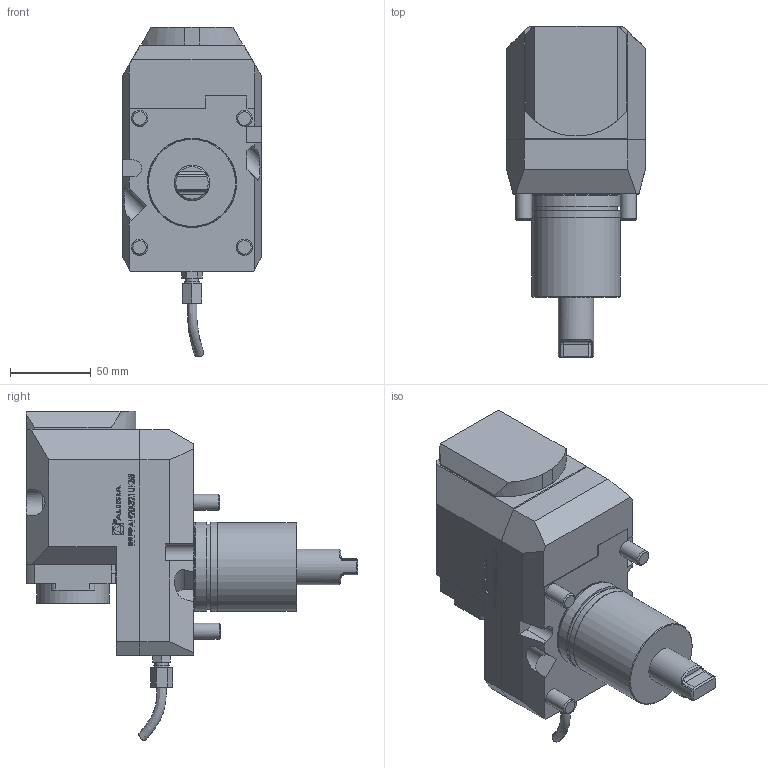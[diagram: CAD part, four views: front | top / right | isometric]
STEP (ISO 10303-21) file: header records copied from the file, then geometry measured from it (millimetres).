
FILE_DESCRIPTION (( 'STEP AP214' ), '1' );
FILE_NAME ('RRPPAH20I321UK55.STEP', '2025-10-03T12:29:54', ( '' ), ( '' ), 'SwSTEP 2.0', 'SolidWorks 2023', '' );
FILE_SCHEMA (( 'AUTOMOTIVE_DESIGN' ));
Length unit declared in the file: millimetre
Products named in the file (1): RRPPAH20I321UK55
Bounding box: 86 x 205.8 x 204.31 mm (x, y, z)
Volume: 1193302 mm3; surface area: 86723.9 mm2
Topology: 1 solids, 1 shells, 518 faces, 1361 edges, 900 vertices
Faces by surface type: plane 340, bspline 95, cylinder 68, cone 12, torus 3
Full cylindrical faces by diameter (mm): 1.7 x1, 2.1 x1, 6.366 x1, 8.15 x1, 9.8 x1, 10 x4, 16 x2, 16.5 x2, 22 x1, 45 x1, 52.808 x1, 54.99 x1, 55 x1, 55.39 x2
Entity records: 25273 total; most frequent: CARTESIAN_POINT 9717, ORIENTED_EDGE 2630, DIRECTION 2080, EDGE_CURVE 1315, VECTOR 956, LINE 956, VERTEX_POINT 886, EDGE_LOOP 605
